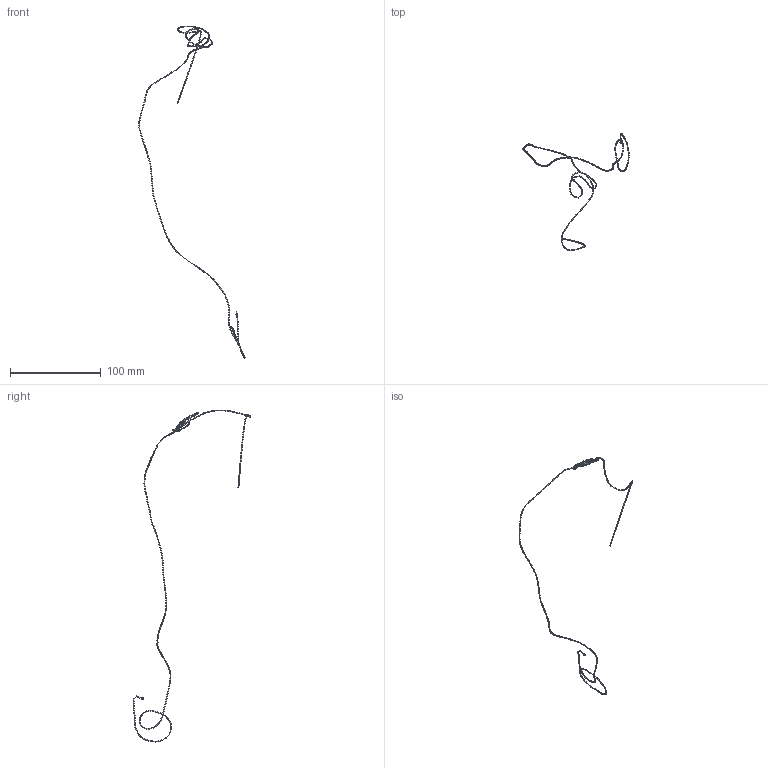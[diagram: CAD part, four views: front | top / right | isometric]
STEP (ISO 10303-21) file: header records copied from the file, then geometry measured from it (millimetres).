
FILE_DESCRIPTION(('STEP AP214'),'1');
FILE_NAME('Adult_DBS_01_Insulation_Right.step','2024-02-05T21:54:36',(' '),('ANSOFT Corporation'),'Spatial InterOp 3D',' ',' ');
FILE_SCHEMA(('AUTOMOTIVE_DESIGN { 1 0 10303 214 1 1 1 1 }'));
Length unit declared in the file: millimetre
Products named in the file (1): Insulation_right
Bounding box: 117.71 x 130.09 x 366.05 mm (x, y, z)
Volume: 741.2 mm3; surface area: 2963.4 mm2
Topology: 1 solids, 1 shells, 963 faces, 2518 edges, 1558 vertices
Faces by surface type: cylinder 960, plane 3
Entity records: 30038 total; most frequent: DIRECTION 6004, CARTESIAN_POINT 5040, ORIENTED_EDGE 5036, AXIS2_PLACEMENT_3D 2522, EDGE_CURVE 2518, VERTEX_POINT 1558, ELLIPSE 1436, EDGE_LOOP 964
